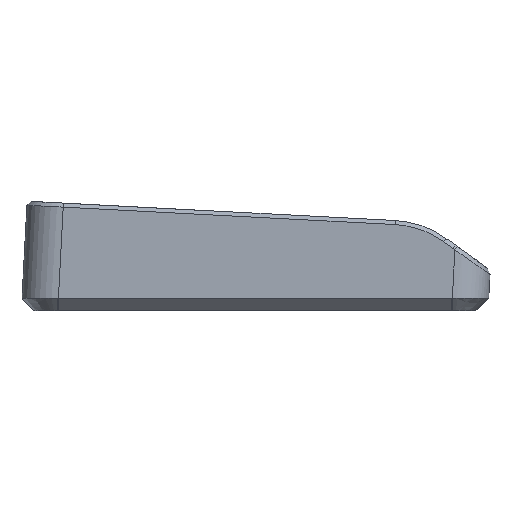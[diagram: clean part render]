
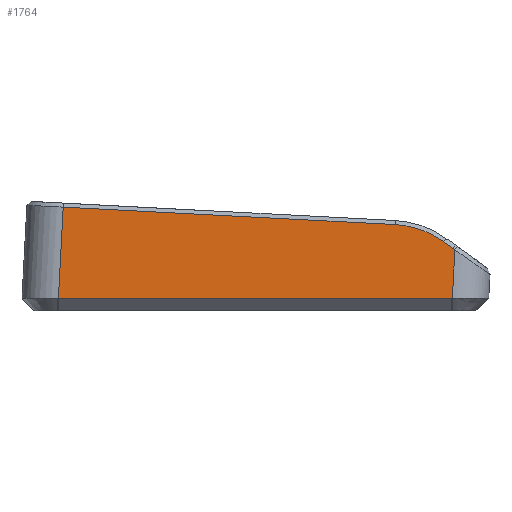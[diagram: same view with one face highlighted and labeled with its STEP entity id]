
A CAD part, left-side view. The second image highlights one B-rep face of the part: STEP entity #1764.
In plain terms, the highlighted planar face has unit normal (-1, 0, 0).
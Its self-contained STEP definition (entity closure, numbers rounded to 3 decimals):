
#35=B_SPLINE_CURVE_WITH_KNOTS('',3,(#2862,#2863,#2864,#2865),
 .UNSPECIFIED.,.F.,.F.,(4,4),(1.553,1.571),
 .UNSPECIFIED.);
#43=B_SPLINE_CURVE_WITH_KNOTS('',3,(#3195,#3196,#3197,#3198),
 .UNSPECIFIED.,.F.,.F.,(4,4),(-1.571,-1.511),
 .UNSPECIFIED.);
#127=PLANE('',#1929);
#230=FACE_OUTER_BOUND('',#344,.T.);
#344=EDGE_LOOP('',(#1618,#1619,#1620,#1621,#1622,#1623,#1624,#1625));
#430=LINE('',#2841,#594);
#439=LINE('',#2918,#603);
#485=LINE('',#3047,#649);
#489=LINE('',#3059,#653);
#508=LINE('',#3230,#672);
#594=VECTOR('',#2159,10.);
#603=VECTOR('',#2184,10.);
#649=VECTOR('',#2330,10.);
#653=VECTOR('',#2342,10.);
#672=VECTOR('',#2387,10.);
#731=CIRCLE('',#1911,22.5);
#822=VERTEX_POINT('',#2794);
#824=VERTEX_POINT('',#2834);
#827=VERTEX_POINT('',#2839);
#839=VERTEX_POINT('',#2917);
#872=VERTEX_POINT('',#3044);
#873=VERTEX_POINT('',#3049);
#875=VERTEX_POINT('',#3055);
#883=VERTEX_POINT('',#3111);
#1018=EDGE_CURVE('',#827,#824,#430,.T.);
#1020=EDGE_CURVE('',#822,#827,#35,.T.);
#1036=EDGE_CURVE('',#839,#824,#439,.T.);
#1101=EDGE_CURVE('',#839,#872,#485,.T.);
#1104=EDGE_CURVE('',#872,#873,#731,.T.);
#1107=EDGE_CURVE('',#873,#875,#489,.T.);
#1130=EDGE_CURVE('',#875,#883,#43,.T.);
#1136=EDGE_CURVE('',#883,#822,#508,.T.);
#1618=ORIENTED_EDGE('',*,*,#1020,.F.);
#1619=ORIENTED_EDGE('',*,*,#1136,.F.);
#1620=ORIENTED_EDGE('',*,*,#1130,.F.);
#1621=ORIENTED_EDGE('',*,*,#1107,.F.);
#1622=ORIENTED_EDGE('',*,*,#1104,.F.);
#1623=ORIENTED_EDGE('',*,*,#1101,.F.);
#1624=ORIENTED_EDGE('',*,*,#1036,.T.);
#1625=ORIENTED_EDGE('',*,*,#1018,.F.);
#1764=ADVANCED_FACE('',(#230),#127,.T.);
#1911=AXIS2_PLACEMENT_3D('',#3053,#2336,#2337);
#1929=AXIS2_PLACEMENT_3D('',#3235,#2395,#2396);
#2159=DIRECTION('',(0.,1.,0.));
#2184=DIRECTION('',(0.,0.052,-0.999));
#2330=DIRECTION('',(0.,-0.999,-0.052));
#2336=DIRECTION('center_axis',(1.,0.,0.));
#2337=DIRECTION('ref_axis',(0.,-0.332,0.943));
#2342=DIRECTION('',(0.,-0.811,-0.585));
#2387=DIRECTION('',(0.,0.052,-0.999));
#2395=DIRECTION('center_axis',(-1.,0.,0.));
#2396=DIRECTION('ref_axis',(0.,-0.999,-0.052));
#2794=CARTESIAN_POINT('',(-7.5,-98.848,3.004));
#2834=CARTESIAN_POINT('',(-7.5,-1.354,3.004));
#2839=CARTESIAN_POINT('',(-7.5,-98.69,3.004));
#2841=CARTESIAN_POINT('',(-7.5,-21.222,3.004));
#2862=CARTESIAN_POINT('Ctrl Pts',(-7.5,-98.848,3.004));
#2863=CARTESIAN_POINT('Ctrl Pts',(-7.5,-98.795,3.004));
#2864=CARTESIAN_POINT('Ctrl Pts',(-7.5,-98.743,3.004));
#2865=CARTESIAN_POINT('Ctrl Pts',(-7.5,-98.69,3.004));
#2917=CARTESIAN_POINT('',(-7.5,-2.539,25.603));
#2918=CARTESIAN_POINT('',(-7.5,-1.489,5.571));
#3044=CARTESIAN_POINT('',(-7.5,-84.709,21.297));
#3047=CARTESIAN_POINT('',(-7.5,-18.067,24.789));
#3049=CARTESIAN_POINT('',(-7.5,-96.694,17.076));
#3053=CARTESIAN_POINT('Origin',(-7.5,-83.531,-1.172));
#3055=CARTESIAN_POINT('',(-7.5,-98.957,15.443));
#3059=CARTESIAN_POINT('',(-7.5,-62.239,41.928));
#3111=CARTESIAN_POINT('',(-7.5,-99.48,15.066));
#3195=CARTESIAN_POINT('Ctrl Pts',(-7.5,-98.957,15.443));
#3196=CARTESIAN_POINT('Ctrl Pts',(-7.5,-99.131,15.318));
#3197=CARTESIAN_POINT('Ctrl Pts',(-7.5,-99.305,15.192));
#3198=CARTESIAN_POINT('Ctrl Pts',(-7.5,-99.48,15.066));
#3230=CARTESIAN_POINT('',(-7.5,-98.715,0.475));
#3235=CARTESIAN_POINT('Origin',(-7.5,7.499,6.042));
